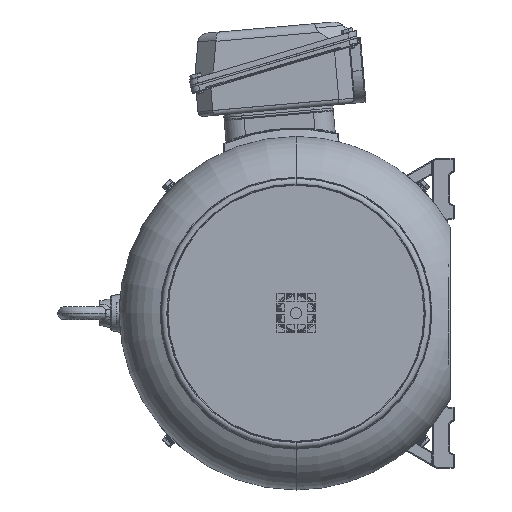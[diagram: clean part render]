
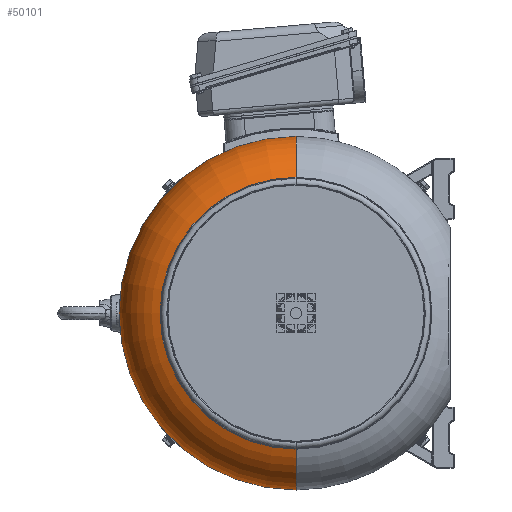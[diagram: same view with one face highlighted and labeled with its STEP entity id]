
A CAD part, left-side view. The second image highlights one B-rep face of the part: STEP entity #50101.
In plain terms, the highlighted toroidal (fillet/blend) face has major radius 116 mm and minor radius 61.5 mm.
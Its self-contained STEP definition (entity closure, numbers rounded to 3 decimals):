
#3054 = VERTEX_POINT ( 'NONE', #130929 ) ;
#8923 = CIRCLE ( 'NONE', #130217, 61.5 ) ;
#12918 = CARTESIAN_POINT ( 'NONE',  ( -143.793, 0., -136.471 ) ) ;
#14433 = EDGE_CURVE ( 'NONE', #3054, #65773, #8923, .T. ) ;
#15328 = DIRECTION ( 'NONE',  ( 0., 0., 1. ) ) ;
#15433 = ORIENTED_EDGE ( 'NONE', *, *, #137588, .F. ) ;
#16609 = CIRCLE ( 'NONE', #138499, 136.471 ) ;
#25752 = VERTEX_POINT ( 'NONE', #12918 ) ;
#26369 = DIRECTION ( 'NONE',  ( -1., 0., 0. ) ) ;
#27280 = CARTESIAN_POINT ( 'NONE',  ( -85.8, 0., -177.5 ) ) ;
#27497 = CARTESIAN_POINT ( 'NONE',  ( -85.8, 0., 116. ) ) ;
#37597 = CARTESIAN_POINT ( 'NONE',  ( -143.793, 0., 136.471 ) ) ;
#42491 = EDGE_CURVE ( 'NONE', #129742, #25752, #107000, .T. ) ;
#49338 = DIRECTION ( 'NONE',  ( 0., 0., 1. ) ) ;
#49848 = DIRECTION ( 'NONE',  ( -1., 0., 0. ) ) ;
#50101 = ADVANCED_FACE ( 'NONE', ( #55940 ), #88462, .T. ) ;
#50852 = ORIENTED_EDGE ( 'NONE', *, *, #82054, .T. ) ;
#51987 = CIRCLE ( 'NONE', #60795, 177.5 ) ;
#55940 = FACE_OUTER_BOUND ( 'NONE', #135990, .T. ) ;
#60795 = AXIS2_PLACEMENT_3D ( 'NONE', #134210, #99043, #110119 ) ;
#62206 = DIRECTION ( 'NONE',  ( 0., 0., -1. ) ) ;
#62476 = AXIS2_PLACEMENT_3D ( 'NONE', #133597, #146120, #145140 ) ;
#64936 = AXIS2_PLACEMENT_3D ( 'NONE', #130431, #26369, #15328 ) ;
#65773 = VERTEX_POINT ( 'NONE', #37597 ) ;
#70861 = ORIENTED_EDGE ( 'NONE', *, *, #14433, .F. ) ;
#82054 = EDGE_CURVE ( 'NONE', #3054, #129742, #51987, .T. ) ;
#88462 = TOROIDAL_SURFACE ( 'NONE', #64936, 116., 61.5 ) ;
#99043 = DIRECTION ( 'NONE',  ( -1., 0., 0. ) ) ;
#107000 = CIRCLE ( 'NONE', #62476, 61.5 ) ;
#107980 = DIRECTION ( 'NONE',  ( 0., -1., 0. ) ) ;
#110119 = DIRECTION ( 'NONE',  ( 0., 0., 1. ) ) ;
#128344 = ORIENTED_EDGE ( 'NONE', *, *, #42491, .T. ) ;
#129257 = CARTESIAN_POINT ( 'NONE',  ( -143.793, 0., 0. ) ) ;
#129742 = VERTEX_POINT ( 'NONE', #27280 ) ;
#130217 = AXIS2_PLACEMENT_3D ( 'NONE', #27497, #107980, #62206 ) ;
#130431 = CARTESIAN_POINT ( 'NONE',  ( -85.8, 0., 0. ) ) ;
#130929 = CARTESIAN_POINT ( 'NONE',  ( -85.8, 0., 177.5 ) ) ;
#133597 = CARTESIAN_POINT ( 'NONE',  ( -85.8, 0., -116. ) ) ;
#134210 = CARTESIAN_POINT ( 'NONE',  ( -85.8, 0., 0. ) ) ;
#135990 = EDGE_LOOP ( 'NONE', ( #50852, #128344, #15433, #70861 ) ) ;
#137588 = EDGE_CURVE ( 'NONE', #65773, #25752, #16609, .T. ) ;
#138499 = AXIS2_PLACEMENT_3D ( 'NONE', #129257, #49848, #49338 ) ;
#145140 = DIRECTION ( 'NONE',  ( 0., 0., 1. ) ) ;
#146120 = DIRECTION ( 'NONE',  ( 0., 1., 0. ) ) ;
